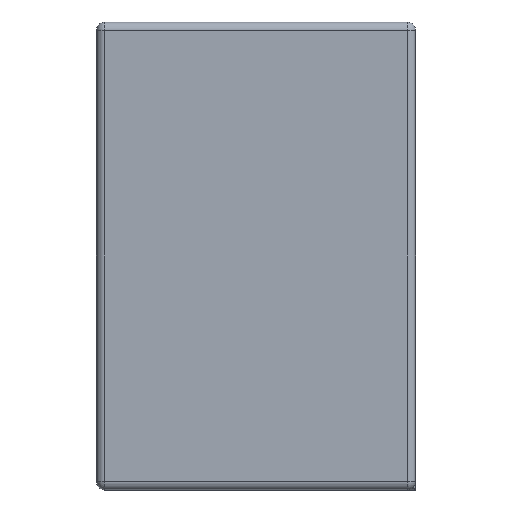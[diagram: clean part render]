
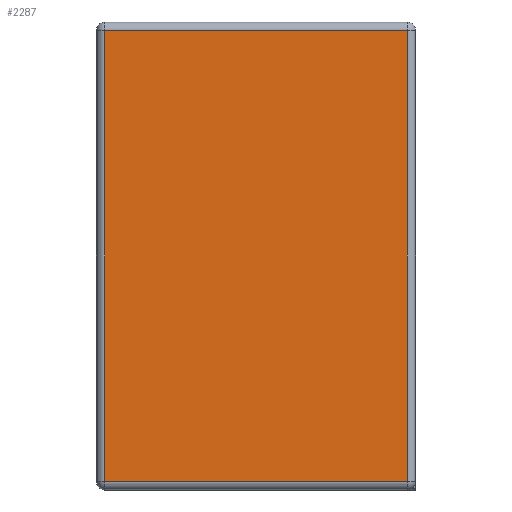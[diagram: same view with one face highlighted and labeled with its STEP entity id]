
A CAD part, left-side view. The second image highlights one B-rep face of the part: STEP entity #2287.
In plain terms, the highlighted planar face has unit normal (-1, 0, 0).
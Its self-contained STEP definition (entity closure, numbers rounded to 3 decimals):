
#53=PLANE('',#2524);
#168=FACE_OUTER_BOUND('',#336,.T.);
#336=EDGE_LOOP('',(#1678,#1679,#1680,#1681));
#469=LINE('',#3621,#653);
#510=LINE('',#3804,#694);
#532=LINE('',#3882,#716);
#533=LINE('',#3884,#717);
#653=VECTOR('',#2795,10.);
#694=VECTOR('',#2930,10.);
#716=VECTOR('',#3022,10.);
#717=VECTOR('',#3025,10.);
#977=VERTEX_POINT('',#3618);
#978=VERTEX_POINT('',#3620);
#1021=VERTEX_POINT('',#3798);
#1023=VERTEX_POINT('',#3802);
#1161=EDGE_CURVE('',#977,#978,#469,.T.);
#1228=EDGE_CURVE('',#1023,#1021,#510,.T.);
#1269=EDGE_CURVE('',#1021,#977,#532,.T.);
#1270=EDGE_CURVE('',#1023,#978,#533,.T.);
#1678=ORIENTED_EDGE('',*,*,#1161,.F.);
#1679=ORIENTED_EDGE('',*,*,#1269,.F.);
#1680=ORIENTED_EDGE('',*,*,#1228,.F.);
#1681=ORIENTED_EDGE('',*,*,#1270,.T.);
#2287=ADVANCED_FACE('',(#168),#53,.T.);
#2524=AXIS2_PLACEMENT_3D('',#3883,#3023,#3024);
#2795=DIRECTION('',(0.,0.,1.));
#2930=DIRECTION('',(0.,0.,-1.));
#3022=DIRECTION('',(0.,1.,0.));
#3023=DIRECTION('center_axis',(-1.,0.,0.));
#3024=DIRECTION('ref_axis',(0.,0.,1.));
#3025=DIRECTION('',(0.,1.,0.));
#3618=CARTESIAN_POINT('',(-3.6,7.3,-5.3));
#3620=CARTESIAN_POINT('',(-3.6,7.3,5.3));
#3621=CARTESIAN_POINT('',(-3.6,7.3,-2.65));
#3798=CARTESIAN_POINT('',(-3.6,0.2,-5.3));
#3802=CARTESIAN_POINT('',(-3.6,0.2,5.3));
#3804=CARTESIAN_POINT('',(-3.6,0.2,-2.65));
#3882=CARTESIAN_POINT('',(-3.6,0.,-5.3));
#3883=CARTESIAN_POINT('Origin',(-3.6,0.,-5.3));
#3884=CARTESIAN_POINT('',(-3.6,0.,5.3));
